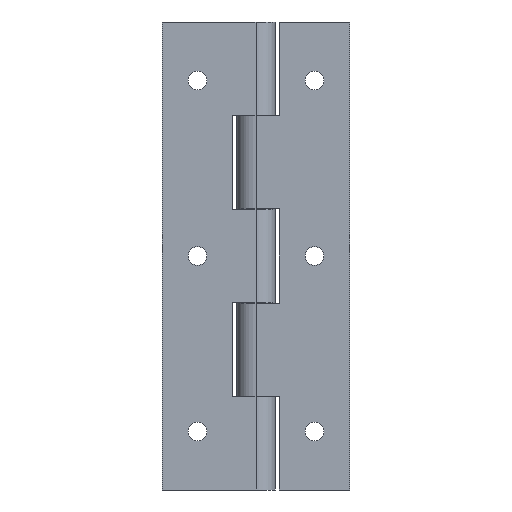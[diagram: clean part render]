
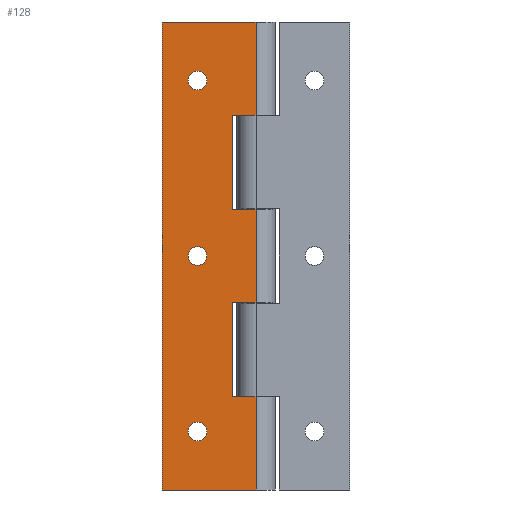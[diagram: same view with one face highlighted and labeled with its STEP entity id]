
A CAD part, front view. The second image highlights one B-rep face of the part: STEP entity #128.
In plain terms, the highlighted planar face has unit normal (0, -1, 0).
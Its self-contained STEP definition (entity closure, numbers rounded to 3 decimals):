
#95 = ORIENTED_EDGE ( 'NONE', *, *, #382, .T. ) ;
#96 = VERTEX_POINT ( 'NONE', #583 ) ;
#99 = EDGE_CURVE ( 'NONE', #96, #390, #582, .T. ) ;
#104 = ORIENTED_EDGE ( 'NONE', *, *, #99, .T. ) ;
#107 = EDGE_CURVE ( 'NONE', #390, #2275, #568, .T. ) ;
#109 = ORIENTED_EDGE ( 'NONE', *, *, #107, .T. ) ;
#111 = ORIENTED_EDGE ( 'NONE', *, *, #2261, .F. ) ;
#112 = ORIENTED_EDGE ( 'NONE', *, *, #2233, .F. ) ;
#122 = ORIENTED_EDGE ( 'NONE', *, *, #132, .T. ) ;
#127 = EDGE_CURVE ( 'NONE', #370, #374, #622, .T. ) ;
#128 = ADVANCED_FACE ( 'NONE', ( #613, #612, #611, #610 ), #609, .F. ) ;
#130 = ORIENTED_EDGE ( 'NONE', *, *, #127, .T. ) ;
#131 = ORIENTED_EDGE ( 'NONE', *, *, #371, .T. ) ;
#132 = EDGE_CURVE ( 'NONE', #2262, #2346, #600, .T. ) ;
#134 = EDGE_CURVE ( 'NONE', #2243, #96, #596, .T. ) ;
#135 = ORIENTED_EDGE ( 'NONE', *, *, #2286, .F. ) ;
#136 = ORIENTED_EDGE ( 'NONE', *, *, #134, .T. ) ;
#137 = EDGE_CURVE ( 'NONE', #139, #2285, #658, .T. ) ;
#138 = ORIENTED_EDGE ( 'NONE', *, *, #137, .T. ) ;
#139 = VERTEX_POINT ( 'NONE', #654 ) ;
#140 = ORIENTED_EDGE ( 'NONE', *, *, #151, .T. ) ;
#145 = ORIENTED_EDGE ( 'NONE', *, *, #146, .T. ) ;
#146 = EDGE_CURVE ( 'NONE', #2338, #150, #645, .T. ) ;
#147 = ORIENTED_EDGE ( 'NONE', *, *, #2347, .F. ) ;
#150 = VERTEX_POINT ( 'NONE', #641 ) ;
#151 = EDGE_CURVE ( 'NONE', #150, #139, #640, .T. ) ;
#152 = ORIENTED_EDGE ( 'NONE', *, *, #2337, .T. ) ;
#356 = EDGE_CURVE ( 'NONE', #2216, #2219, #972, .T. ) ;
#370 = VERTEX_POINT ( 'NONE', #1008 ) ;
#371 = EDGE_CURVE ( 'NONE', #374, #370, #1006, .T. ) ;
#374 = VERTEX_POINT ( 'NONE', #998 ) ;
#382 = EDGE_CURVE ( 'NONE', #385, #386, #1041, .T. ) ;
#385 = VERTEX_POINT ( 'NONE', #1033 ) ;
#386 = VERTEX_POINT ( 'NONE', #1032 ) ;
#390 = VERTEX_POINT ( 'NONE', #1030 ) ;
#565 = DIRECTION ( 'NONE',  ( 1., 0., 0. ) ) ;
#566 = VECTOR ( 'NONE', #565, 1000. ) ;
#567 = CARTESIAN_POINT ( 'NONE',  ( 0., -3.25, 24.1 ) ) ;
#568 = LINE ( 'NONE', #567, #566 ) ;
#579 = DIRECTION ( 'NONE',  ( 0., 0., 1. ) ) ;
#580 = VECTOR ( 'NONE', #579, 1000. ) ;
#581 = CARTESIAN_POINT ( 'NONE',  ( -4., -3.25, 40. ) ) ;
#582 = LINE ( 'NONE', #581, #580 ) ;
#583 = CARTESIAN_POINT ( 'NONE',  ( -4., -3.25, 8. ) ) ;
#595 = CARTESIAN_POINT ( 'NONE',  ( 0., -3.25, 8. ) ) ;
#596 = LINE ( 'NONE', #595, #660 ) ;
#597 = DIRECTION ( 'NONE',  ( 0., 0., -1. ) ) ;
#598 = VECTOR ( 'NONE', #597, 1000. ) ;
#599 = CARTESIAN_POINT ( 'NONE',  ( -16., -3.25, 40. ) ) ;
#600 = LINE ( 'NONE', #599, #598 ) ;
#605 = DIRECTION ( 'NONE',  ( -1., 0., 0. ) ) ;
#606 = DIRECTION ( 'NONE',  ( 0., 1., 0. ) ) ;
#607 = CARTESIAN_POINT ( 'NONE',  ( 0., -3.25, 40. ) ) ;
#608 = AXIS2_PLACEMENT_3D ( 'NONE', #607, #606, #605 ) ;
#609 = PLANE ( 'NONE',  #608 ) ;
#610 = FACE_OUTER_BOUND ( 'NONE', #2371, .T. ) ;
#611 = FACE_BOUND ( 'NONE', #2376, .T. ) ;
#612 = FACE_BOUND ( 'NONE', #2366, .T. ) ;
#613 = FACE_BOUND ( 'NONE', #2375, .T. ) ;
#614 = DIRECTION ( 'NONE',  ( -1., 0., 0. ) ) ;
#615 = DIRECTION ( 'NONE',  ( 0., 1., 0. ) ) ;
#616 = CARTESIAN_POINT ( 'NONE',  ( -10., -3.25, -30. ) ) ;
#617 = AXIS2_PLACEMENT_3D ( 'NONE', #616, #615, #614 ) ;
#622 = CIRCLE ( 'NONE', #617, 1.6 ) ;
#637 = DIRECTION ( 'NONE',  ( 0., 0., 1. ) ) ;
#638 = VECTOR ( 'NONE', #637, 1000. ) ;
#639 = CARTESIAN_POINT ( 'NONE',  ( -4., -3.25, 40. ) ) ;
#640 = LINE ( 'NONE', #639, #638 ) ;
#641 = CARTESIAN_POINT ( 'NONE',  ( -4., -3.25, -24.1 ) ) ;
#642 = DIRECTION ( 'NONE',  ( -1., 0., 0. ) ) ;
#643 = VECTOR ( 'NONE', #642, 1000. ) ;
#644 = CARTESIAN_POINT ( 'NONE',  ( 0., -3.25, -24.1 ) ) ;
#645 = LINE ( 'NONE', #644, #643 ) ;
#654 = CARTESIAN_POINT ( 'NONE',  ( -4., -3.25, -8. ) ) ;
#655 = DIRECTION ( 'NONE',  ( 1., 0., 0. ) ) ;
#656 = VECTOR ( 'NONE', #655, 1000. ) ;
#657 = CARTESIAN_POINT ( 'NONE',  ( 0., -3.25, -8. ) ) ;
#658 = LINE ( 'NONE', #657, #656 ) ;
#659 = DIRECTION ( 'NONE',  ( -1., 0., 0. ) ) ;
#660 = VECTOR ( 'NONE', #659, 1000. ) ;
#968 = DIRECTION ( 'NONE',  ( -1., 0., 0. ) ) ;
#969 = DIRECTION ( 'NONE',  ( 0., 1., 0. ) ) ;
#970 = CARTESIAN_POINT ( 'NONE',  ( -10., -3.25, 30. ) ) ;
#971 = AXIS2_PLACEMENT_3D ( 'NONE', #970, #969, #968 ) ;
#972 = CIRCLE ( 'NONE', #971, 1.6 ) ;
#998 = CARTESIAN_POINT ( 'NONE',  ( -10., -3.25, -31.6 ) ) ;
#1002 = DIRECTION ( 'NONE',  ( -1., 0., 0. ) ) ;
#1003 = DIRECTION ( 'NONE',  ( 0., 1., 0. ) ) ;
#1004 = CARTESIAN_POINT ( 'NONE',  ( -10., -3.25, -30. ) ) ;
#1005 = AXIS2_PLACEMENT_3D ( 'NONE', #1004, #1003, #1002 ) ;
#1006 = CIRCLE ( 'NONE', #1005, 1.6 ) ;
#1008 = CARTESIAN_POINT ( 'NONE',  ( -10., -3.25, -28.4 ) ) ;
#1030 = CARTESIAN_POINT ( 'NONE',  ( -4., -3.25, 24.1 ) ) ;
#1032 = CARTESIAN_POINT ( 'NONE',  ( -10., -3.25, 1.6 ) ) ;
#1033 = CARTESIAN_POINT ( 'NONE',  ( -10., -3.25, -1.6 ) ) ;
#1037 = DIRECTION ( 'NONE',  ( -1., 0., 0. ) ) ;
#1038 = DIRECTION ( 'NONE',  ( 0., 1., 0. ) ) ;
#1039 = CARTESIAN_POINT ( 'NONE',  ( -10., -3.25, 0. ) ) ;
#1040 = AXIS2_PLACEMENT_3D ( 'NONE', #1039, #1038, #1037 ) ;
#1041 = CIRCLE ( 'NONE', #1040, 1.6 ) ;
#1157 = CARTESIAN_POINT ( 'NONE',  ( -10., -3.25, 31.6 ) ) ;
#1158 = CARTESIAN_POINT ( 'NONE',  ( -10., -3.25, 28.4 ) ) ;
#1184 = CARTESIAN_POINT ( 'NONE',  ( 0., -3.25, 8. ) ) ;
#1195 = DIRECTION ( 'NONE',  ( 0., 0., -1. ) ) ;
#1196 = VECTOR ( 'NONE', #1195, 1000. ) ;
#1197 = CARTESIAN_POINT ( 'NONE',  ( 0., -3.25, 40. ) ) ;
#1198 = LINE ( 'NONE', #1197, #1196 ) ;
#1266 = CARTESIAN_POINT ( 'NONE',  ( -16., -3.25, 40. ) ) ;
#1267 = DIRECTION ( 'NONE',  ( 1., 0., 0. ) ) ;
#1268 = VECTOR ( 'NONE', #1267, 1000. ) ;
#1269 = CARTESIAN_POINT ( 'NONE',  ( 0., -3.25, 40. ) ) ;
#1270 = LINE ( 'NONE', #1269, #1268 ) ;
#1279 = DIRECTION ( 'NONE',  ( 0., 0., -1. ) ) ;
#1280 = VECTOR ( 'NONE', #1279, 1000. ) ;
#1281 = CARTESIAN_POINT ( 'NONE',  ( 0., -3.25, 40. ) ) ;
#1282 = LINE ( 'NONE', #1281, #1280 ) ;
#1283 = CARTESIAN_POINT ( 'NONE',  ( 0., -3.25, -8. ) ) ;
#1290 = CARTESIAN_POINT ( 'NONE',  ( 0., -3.25, 40. ) ) ;
#1301 = CARTESIAN_POINT ( 'NONE',  ( 0., -3.25, 24.1 ) ) ;
#1377 = CARTESIAN_POINT ( 'NONE',  ( 0., -3.25, -24.1 ) ) ;
#1378 = DIRECTION ( 'NONE',  ( 1., 0., 0. ) ) ;
#1379 = VECTOR ( 'NONE', #1378, 1000. ) ;
#1380 = CARTESIAN_POINT ( 'NONE',  ( 0., -3.25, -40. ) ) ;
#1381 = LINE ( 'NONE', #1380, #1379 ) ;
#1382 = CARTESIAN_POINT ( 'NONE',  ( 0., -3.25, -40. ) ) ;
#1402 = DIRECTION ( 'NONE',  ( -1., 0., 0. ) ) ;
#1403 = DIRECTION ( 'NONE',  ( 0., 1., 0. ) ) ;
#1404 = CARTESIAN_POINT ( 'NONE',  ( -10., -3.25, 0. ) ) ;
#1405 = AXIS2_PLACEMENT_3D ( 'NONE', #1404, #1403, #1402 ) ;
#1406 = CIRCLE ( 'NONE', #1405, 1.6 ) ;
#1428 = DIRECTION ( 'NONE',  ( 0., 0., -1. ) ) ;
#1429 = VECTOR ( 'NONE', #1428, 1000. ) ;
#1430 = CARTESIAN_POINT ( 'NONE',  ( 0., -3.25, 40. ) ) ;
#1431 = LINE ( 'NONE', #1430, #1429 ) ;
#1432 = CARTESIAN_POINT ( 'NONE',  ( -16., -3.25, -40. ) ) ;
#1450 = DIRECTION ( 'NONE',  ( -1., 0., 0. ) ) ;
#1451 = DIRECTION ( 'NONE',  ( 0., 1., 0. ) ) ;
#1452 = CARTESIAN_POINT ( 'NONE',  ( -10., -3.25, 30. ) ) ;
#1453 = AXIS2_PLACEMENT_3D ( 'NONE', #1452, #1451, #1450 ) ;
#1454 = CIRCLE ( 'NONE', #1453, 1.6 ) ;
#2216 = VERTEX_POINT ( 'NONE', #1158 ) ;
#2219 = VERTEX_POINT ( 'NONE', #1157 ) ;
#2233 = EDGE_CURVE ( 'NONE', #2281, #2275, #1198, .T. ) ;
#2243 = VERTEX_POINT ( 'NONE', #1184 ) ;
#2261 = EDGE_CURVE ( 'NONE', #2262, #2281, #1270, .T. ) ;
#2262 = VERTEX_POINT ( 'NONE', #1266 ) ;
#2275 = VERTEX_POINT ( 'NONE', #1301 ) ;
#2281 = VERTEX_POINT ( 'NONE', #1290 ) ;
#2285 = VERTEX_POINT ( 'NONE', #1283 ) ;
#2286 = EDGE_CURVE ( 'NONE', #2243, #2285, #1282, .T. ) ;
#2336 = VERTEX_POINT ( 'NONE', #1382 ) ;
#2337 = EDGE_CURVE ( 'NONE', #2346, #2336, #1381, .T. ) ;
#2338 = VERTEX_POINT ( 'NONE', #1377 ) ;
#2346 = VERTEX_POINT ( 'NONE', #1432 ) ;
#2347 = EDGE_CURVE ( 'NONE', #2338, #2336, #1431, .T. ) ;
#2358 = ORIENTED_EDGE ( 'NONE', *, *, #2374, .T. ) ;
#2361 = EDGE_CURVE ( 'NONE', #386, #385, #1406, .T. ) ;
#2366 = EDGE_LOOP ( 'NONE', ( #2377, #95 ) ) ;
#2370 = ORIENTED_EDGE ( 'NONE', *, *, #356, .T. ) ;
#2371 = EDGE_LOOP ( 'NONE', ( #104, #109, #112, #111, #122, #152, #147, #145, #140, #138, #135, #136 ) ) ;
#2374 = EDGE_CURVE ( 'NONE', #2219, #2216, #1454, .T. ) ;
#2375 = EDGE_LOOP ( 'NONE', ( #2358, #2370 ) ) ;
#2376 = EDGE_LOOP ( 'NONE', ( #130, #131 ) ) ;
#2377 = ORIENTED_EDGE ( 'NONE', *, *, #2361, .T. ) ;
